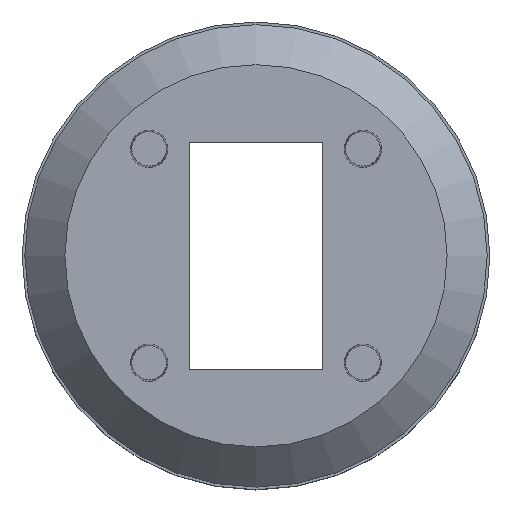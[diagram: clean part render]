
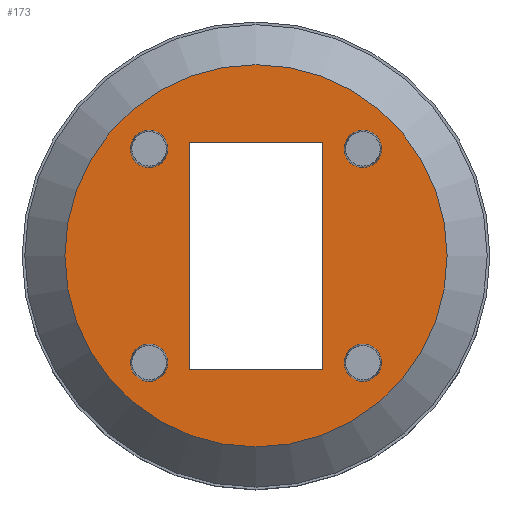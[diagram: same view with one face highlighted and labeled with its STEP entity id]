
A CAD part, top view. The second image highlights one B-rep face of the part: STEP entity #173.
In plain terms, the highlighted planar face has unit normal (0, 0, 1).
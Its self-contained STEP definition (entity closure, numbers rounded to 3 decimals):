
#50 = VERTEX_POINT('',#51);
#51 = CARTESIAN_POINT('',(-5.,-8.5,3.));
#57 = EDGE_CURVE('',#50,#58,#60,.T.);
#58 = VERTEX_POINT('',#59);
#59 = CARTESIAN_POINT('',(5.,-8.5,3.));
#60 = LINE('',#61,#62);
#61 = CARTESIAN_POINT('',(-5.,-8.5,3.));
#62 = VECTOR('',#63,1.);
#63 = DIRECTION('',(1.,0.,0.));
#154 = EDGE_CURVE('',#58,#155,#157,.T.);
#155 = VERTEX_POINT('',#156);
#156 = CARTESIAN_POINT('',(5.,8.5,3.));
#157 = LINE('',#158,#159);
#158 = CARTESIAN_POINT('',(5.,-8.5,3.));
#159 = VECTOR('',#160,1.);
#160 = DIRECTION('',(0.,1.,0.));
#173 = ADVANCED_FACE('',(#174,#185,#196,#207,#218,#236),#247,.T.);
#174 = FACE_BOUND('',#175,.T.);
#175 = EDGE_LOOP('',(#176));
#176 = ORIENTED_EDGE('',*,*,#177,.T.);
#177 = EDGE_CURVE('',#178,#178,#180,.T.);
#178 = VERTEX_POINT('',#179);
#179 = CARTESIAN_POINT('',(-14.3,0.,3.));
#180 = CIRCLE('',#181,14.3);
#181 = AXIS2_PLACEMENT_3D('',#182,#183,#184);
#182 = CARTESIAN_POINT('',(0.,0.,3.));
#183 = DIRECTION('',(0.,0.,1.));
#184 = DIRECTION('',(-1.,0.,0.));
#185 = FACE_BOUND('',#186,.T.);
#186 = EDGE_LOOP('',(#187));
#187 = ORIENTED_EDGE('',*,*,#188,.F.);
#188 = EDGE_CURVE('',#189,#189,#191,.T.);
#189 = VERTEX_POINT('',#190);
#190 = CARTESIAN_POINT('',(9.393,8.,3.));
#191 = CIRCLE('',#192,1.393);
#192 = AXIS2_PLACEMENT_3D('',#193,#194,#195);
#193 = CARTESIAN_POINT('',(8.,8.,3.));
#194 = DIRECTION('',(-0.,0.,1.));
#195 = DIRECTION('',(1.,0.,0.));
#196 = FACE_BOUND('',#197,.T.);
#197 = EDGE_LOOP('',(#198));
#198 = ORIENTED_EDGE('',*,*,#199,.F.);
#199 = EDGE_CURVE('',#200,#200,#202,.T.);
#200 = VERTEX_POINT('',#201);
#201 = CARTESIAN_POINT('',(-6.607,8.,3.));
#202 = CIRCLE('',#203,1.393);
#203 = AXIS2_PLACEMENT_3D('',#204,#205,#206);
#204 = CARTESIAN_POINT('',(-8.,8.,3.));
#205 = DIRECTION('',(-0.,0.,1.));
#206 = DIRECTION('',(1.,0.,0.));
#207 = FACE_BOUND('',#208,.T.);
#208 = EDGE_LOOP('',(#209));
#209 = ORIENTED_EDGE('',*,*,#210,.F.);
#210 = EDGE_CURVE('',#211,#211,#213,.T.);
#211 = VERTEX_POINT('',#212);
#212 = CARTESIAN_POINT('',(9.393,-8.,3.));
#213 = CIRCLE('',#214,1.393);
#214 = AXIS2_PLACEMENT_3D('',#215,#216,#217);
#215 = CARTESIAN_POINT('',(8.,-8.,3.));
#216 = DIRECTION('',(-0.,0.,1.));
#217 = DIRECTION('',(1.,0.,0.));
#218 = FACE_BOUND('',#219,.T.);
#219 = EDGE_LOOP('',(#220,#221,#229,#235));
#220 = ORIENTED_EDGE('',*,*,#57,.F.);
#221 = ORIENTED_EDGE('',*,*,#222,.F.);
#222 = EDGE_CURVE('',#223,#50,#225,.T.);
#223 = VERTEX_POINT('',#224);
#224 = CARTESIAN_POINT('',(-5.,8.5,3.));
#225 = LINE('',#226,#227);
#226 = CARTESIAN_POINT('',(-5.,8.5,3.));
#227 = VECTOR('',#228,1.);
#228 = DIRECTION('',(0.,-1.,0.));
#229 = ORIENTED_EDGE('',*,*,#230,.F.);
#230 = EDGE_CURVE('',#155,#223,#231,.T.);
#231 = LINE('',#232,#233);
#232 = CARTESIAN_POINT('',(5.,8.5,3.));
#233 = VECTOR('',#234,1.);
#234 = DIRECTION('',(-1.,0.,0.));
#235 = ORIENTED_EDGE('',*,*,#154,.F.);
#236 = FACE_BOUND('',#237,.T.);
#237 = EDGE_LOOP('',(#238));
#238 = ORIENTED_EDGE('',*,*,#239,.F.);
#239 = EDGE_CURVE('',#240,#240,#242,.T.);
#240 = VERTEX_POINT('',#241);
#241 = CARTESIAN_POINT('',(-6.607,-8.,3.));
#242 = CIRCLE('',#243,1.393);
#243 = AXIS2_PLACEMENT_3D('',#244,#245,#246);
#244 = CARTESIAN_POINT('',(-8.,-8.,3.));
#245 = DIRECTION('',(-0.,0.,1.));
#246 = DIRECTION('',(1.,0.,0.));
#247 = PLANE('',#248);
#248 = AXIS2_PLACEMENT_3D('',#249,#250,#251);
#249 = CARTESIAN_POINT('',(0.,0.,3.));
#250 = DIRECTION('',(0.,0.,1.));
#251 = DIRECTION('',(-1.,0.,0.));
